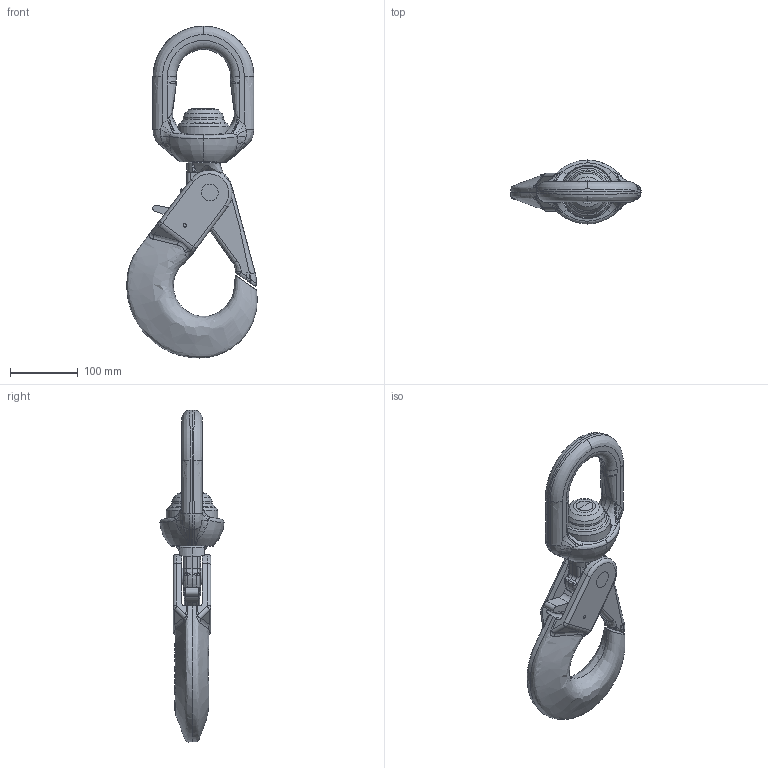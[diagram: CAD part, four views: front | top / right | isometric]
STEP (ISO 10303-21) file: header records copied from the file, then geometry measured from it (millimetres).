
FILE_DESCRIPTION(/* description */ (''),/* implementation_level */ '2;1');
FILE_NAME(/* name */ 'WLHBW_1920_traceparts.stp',/* time_stamp */ '2024-04-29T11:16:46+02:00',/* author */ (''),/* organization */ (''),/* preprocessor_version */ 'ST-DEVELOPER v16',/* originating_system */ 'SIEMENS PLM Software NX 11.0',/* authorisation */ '');
FILE_SCHEMA (('AUTOMOTIVE_DESIGN { 1 0 10303 214 3 1 1 1 }'));
Products named in the file (1): RSD52541508p08k
Bounding box: 192.91 x 94.67 x 490.68 mm (x, y, z)
Volume: 1687415 mm3; surface area: 231644 mm2
Topology: 7 solids, 7 shells, 527 faces, 1307 edges, 812 vertices
Faces by surface type: bspline 198, plane 159, extrusion 63, cylinder 47, cone 43, torus 17
Full cylindrical faces by diameter (mm): 5 x3, 8 x2, 25 x6, 30 x1, 32 x1, 38.2 x1, 60 x1, 70 x1, 72 x1, 76 x1, 79 x1
Entity records: 46706 total; most frequent: CARTESIAN_POINT 36659, ORIENTED_EDGE 2490, EDGE_CURVE 1245, DIRECTION 1227, B_SPLINE_CURVE_WITH_KNOTS 799, VERTEX_POINT 797, EDGE_LOOP 612, ADVANCED_FACE 527
